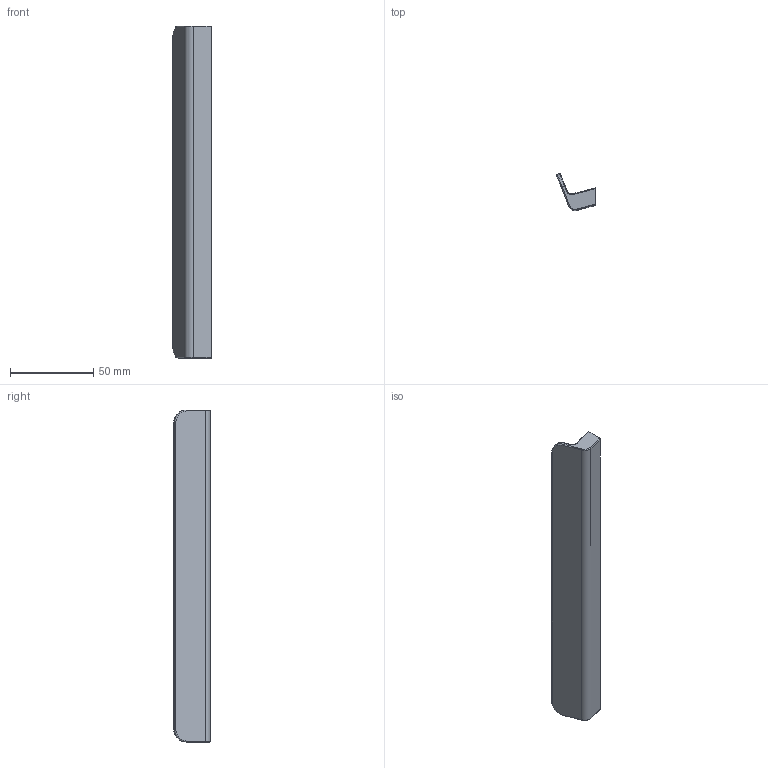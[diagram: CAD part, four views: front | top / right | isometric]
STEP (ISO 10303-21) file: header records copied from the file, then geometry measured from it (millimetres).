
FILE_DESCRIPTION(/* description */ (''),/* implementation_level */ '2;1');
FILE_NAME(/* name */ '0610_160_00.stp',/* time_stamp */ '2023-01-03T09:16:07+01:00',/* author */ ('jferrer'),/* organization */ (''),/* preprocessor_version */ 'ST-DEVELOPER v18.1',/* originating_system */ 'Autodesk Inventor 2022',/* authorisation */ '');
FILE_SCHEMA (('CONFIG_CONTROL_DESIGN'));
Length unit declared in the file: millimetre
Products named in the file (1): 0610_160_00
Bounding box: 23.18 x 22.04 x 200 mm (x, y, z)
Volume: 40184.9 mm3; surface area: 16538.2 mm2
Topology: 1 solids, 1 shells, 42 faces, 96 edges, 56 vertices
Faces by surface type: cylinder 18, cone 8, torus 8, plane 8
Full cylindrical faces by diameter (mm): 3.242 x4
Entity records: 1197 total; most frequent: DIRECTION 226, CARTESIAN_POINT 191, ORIENTED_EDGE 184, EDGE_CURVE 92, AXIS2_PLACEMENT_3D 91, VERTEX_POINT 56, EDGE_LOOP 46, LINE 44
